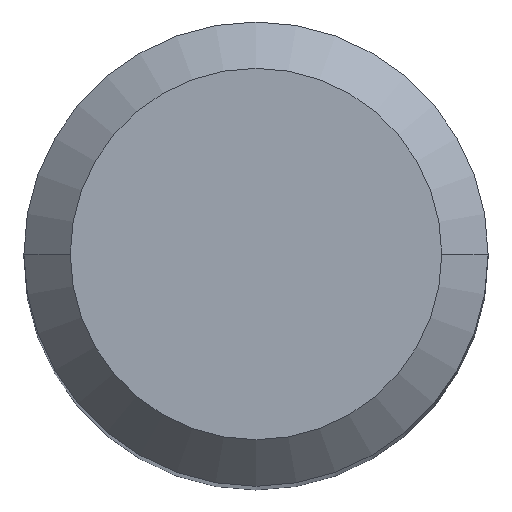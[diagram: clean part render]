
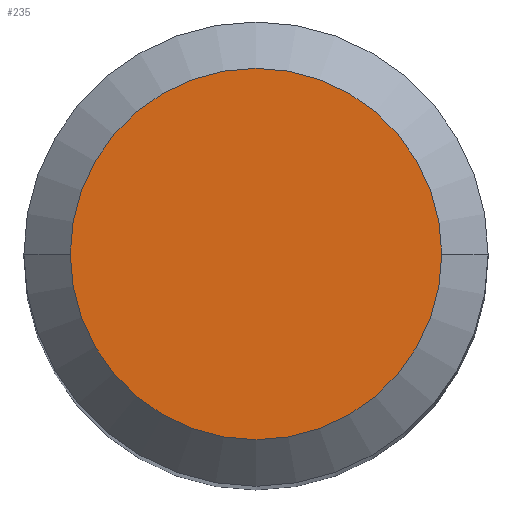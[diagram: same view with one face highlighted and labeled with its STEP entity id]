
A CAD part, top view. The second image highlights one B-rep face of the part: STEP entity #235.
In plain terms, the highlighted planar face has unit normal (0, 0, 1).
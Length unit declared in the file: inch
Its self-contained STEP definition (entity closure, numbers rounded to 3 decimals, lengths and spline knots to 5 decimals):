
#34 = DIRECTION ( 'NONE',  ( 0., 0., -1. ) ) ;
#35 = FACE_OUTER_BOUND ( 'NONE', #495, .T. ) ;
#80 = DIRECTION ( 'NONE',  ( 1., 0., 0. ) ) ;
#92 = ORIENTED_EDGE ( 'NONE', *, *, #191, .T. ) ;
#111 = DIRECTION ( 'NONE',  ( 0., 0., 1. ) ) ;
#124 = AXIS2_PLACEMENT_3D ( 'NONE', #518, #353, #80 ) ;
#127 = ORIENTED_EDGE ( 'NONE', *, *, #378, .T. ) ;
#135 = CARTESIAN_POINT ( 'NONE',  ( -0.09448, 0., 0. ) ) ;
#191 = EDGE_CURVE ( 'NONE', #251, #487, #248, .T. ) ;
#194 = CARTESIAN_POINT ( 'NONE',  ( 0.09448, 0., 0. ) ) ;
#235 = ADVANCED_FACE ( 'NONE', ( #35 ), #387, .F. ) ;
#248 = CIRCLE ( 'NONE', #382, 0.09448 ) ;
#251 = VERTEX_POINT ( 'NONE', #194 ) ;
#270 = CARTESIAN_POINT ( 'NONE',  ( 0., 0., 0. ) ) ;
#301 = CARTESIAN_POINT ( 'NONE',  ( 0., 0., 0. ) ) ;
#348 = DIRECTION ( 'NONE',  ( -1., 0., 0. ) ) ;
#353 = DIRECTION ( 'NONE',  ( 0., 0., 1. ) ) ;
#378 = EDGE_CURVE ( 'NONE', #487, #251, #453, .T. ) ;
#382 = AXIS2_PLACEMENT_3D ( 'NONE', #301, #111, #384 ) ;
#384 = DIRECTION ( 'NONE',  ( 1., 0., 0. ) ) ;
#387 = PLANE ( 'NONE',  #491 ) ;
#453 = CIRCLE ( 'NONE', #124, 0.09448 ) ;
#487 = VERTEX_POINT ( 'NONE', #135 ) ;
#491 = AXIS2_PLACEMENT_3D ( 'NONE', #270, #34, #348 ) ;
#495 = EDGE_LOOP ( 'NONE', ( #127, #92 ) ) ;
#518 = CARTESIAN_POINT ( 'NONE',  ( 0., 0., 0. ) ) ;
